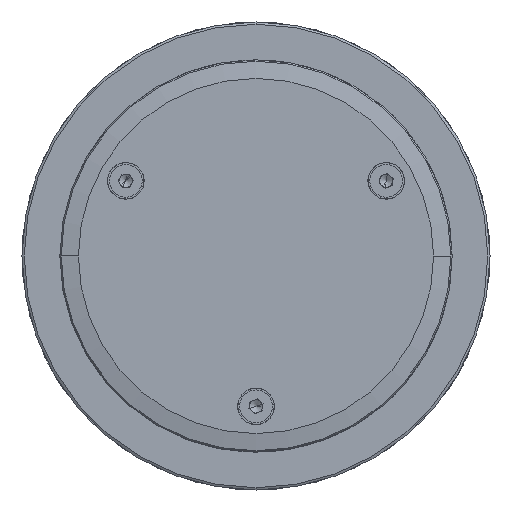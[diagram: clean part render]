
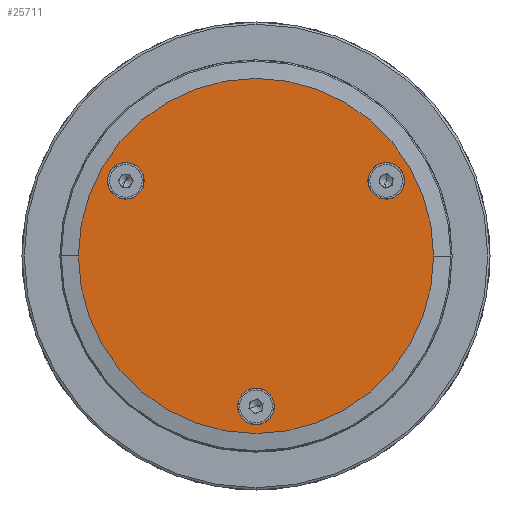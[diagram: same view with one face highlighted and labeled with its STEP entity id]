
A CAD part, front view. The second image highlights one B-rep face of the part: STEP entity #25711.
In plain terms, the highlighted planar face has unit normal (0, -1, 0).
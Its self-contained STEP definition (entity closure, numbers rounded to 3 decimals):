
#7 = DIRECTION ( 'NONE',  ( 0., -1., 0. ) ) ;
#152 = AXIS2_PLACEMENT_3D ( 'NONE', #11601, #11542, #11506 ) ;
#565 = DIRECTION ( 'NONE',  ( -1., 0., 0. ) ) ;
#588 = DIRECTION ( 'NONE',  ( 0., -1., 0. ) ) ;
#678 = CARTESIAN_POINT ( 'NONE',  ( 0.001, -21.5, 0. ) ) ;
#754 = PLANE ( 'NONE',  #1806 ) ;
#1579 = CARTESIAN_POINT ( 'NONE',  ( 0.001, -21.5, 0. ) ) ;
#1806 = AXIS2_PLACEMENT_3D ( 'NONE', #678, #588, #565 ) ;
#1899 = CIRCLE ( 'NONE', #152, 2.8 ) ;
#2014 = CARTESIAN_POINT ( 'NONE',  ( -22.717, -21.5, 11.501 ) ) ;
#2386 = AXIS2_PLACEMENT_3D ( 'NONE', #1579, #7, #28366 ) ;
#2430 = CARTESIAN_POINT ( 'NONE',  ( 17.12, -21.5, 11.499 ) ) ;
#2530 = EDGE_CURVE ( 'NONE', #27113, #9689, #17734, .T. ) ;
#2968 = VERTEX_POINT ( 'NONE', #14086 ) ;
#3040 = ORIENTED_EDGE ( 'NONE', *, *, #2530, .T. ) ;
#3561 = EDGE_CURVE ( 'NONE', #16796, #15451, #22086, .T. ) ;
#4099 = EDGE_LOOP ( 'NONE', ( #5949, #10972 ) ) ;
#4220 = EDGE_CURVE ( 'NONE', #4673, #2968, #1899, .T. ) ;
#4571 = ORIENTED_EDGE ( 'NONE', *, *, #4220, .T. ) ;
#4673 = VERTEX_POINT ( 'NONE', #11600 ) ;
#5343 = DIRECTION ( 'NONE',  ( -1., 0., 0. ) ) ;
#5393 = AXIS2_PLACEMENT_3D ( 'NONE', #24340, #24335, #24302 ) ;
#5508 = VERTEX_POINT ( 'NONE', #2014 ) ;
#5540 = DIRECTION ( 'NONE',  ( 0., -1., 0. ) ) ;
#5632 = CARTESIAN_POINT ( 'NONE',  ( 0.001, -21.5, 0. ) ) ;
#5949 = ORIENTED_EDGE ( 'NONE', *, *, #3561, .T. ) ;
#6193 = CIRCLE ( 'NONE', #25521, 27.164 ) ;
#6962 = DIRECTION ( 'NONE',  ( -1., 0., 0. ) ) ;
#6966 = DIRECTION ( 'NONE',  ( 0., 1., 0. ) ) ;
#6983 = CARTESIAN_POINT ( 'NONE',  ( 0., -21.5, -23. ) ) ;
#7436 = CARTESIAN_POINT ( 'NONE',  ( 27.165, -21.5, -0.001 ) ) ;
#9128 = FACE_BOUND ( 'NONE', #20124, .T. ) ;
#9689 = VERTEX_POINT ( 'NONE', #2430 ) ;
#10340 = CIRCLE ( 'NONE', #19308, 2.8 ) ;
#10972 = ORIENTED_EDGE ( 'NONE', *, *, #14559, .T. ) ;
#11389 = EDGE_LOOP ( 'NONE', ( #19066, #26492 ) ) ;
#11506 = DIRECTION ( 'NONE',  ( -1., 0., 0. ) ) ;
#11542 = DIRECTION ( 'NONE',  ( 0., 1., 0. ) ) ;
#11600 = CARTESIAN_POINT ( 'NONE',  ( -2.8, -21.5, -23. ) ) ;
#11601 = CARTESIAN_POINT ( 'NONE',  ( 0., -21.5, -23. ) ) ;
#11801 = CIRCLE ( 'NONE', #5393, 2.8 ) ;
#12088 = AXIS2_PLACEMENT_3D ( 'NONE', #17596, #17589, #17572 ) ;
#12958 = EDGE_CURVE ( 'NONE', #5508, #16083, #11801, .T. ) ;
#14086 = CARTESIAN_POINT ( 'NONE',  ( 2.8, -21.5, -23. ) ) ;
#14559 = EDGE_CURVE ( 'NONE', #15451, #16796, #6193, .T. ) ;
#15451 = VERTEX_POINT ( 'NONE', #23381 ) ;
#15607 = FACE_BOUND ( 'NONE', #21611, .T. ) ;
#15927 = EDGE_CURVE ( 'NONE', #16083, #5508, #27277, .T. ) ;
#16083 = VERTEX_POINT ( 'NONE', #16096 ) ;
#16096 = CARTESIAN_POINT ( 'NONE',  ( -17.117, -21.5, 11.501 ) ) ;
#16353 = DIRECTION ( 'NONE',  ( -1., 0., 0. ) ) ;
#16421 = DIRECTION ( 'NONE',  ( 0., 1., 0. ) ) ;
#16476 = CARTESIAN_POINT ( 'NONE',  ( 19.92, -21.5, 11.499 ) ) ;
#16796 = VERTEX_POINT ( 'NONE', #7436 ) ;
#16884 = CARTESIAN_POINT ( 'NONE',  ( 22.72, -21.5, 11.499 ) ) ;
#17572 = DIRECTION ( 'NONE',  ( -1., 0., 0. ) ) ;
#17589 = DIRECTION ( 'NONE',  ( 0., 1., 0. ) ) ;
#17596 = CARTESIAN_POINT ( 'NONE',  ( -19.917, -21.5, 11.501 ) ) ;
#17734 = CIRCLE ( 'NONE', #27014, 2.8 ) ;
#19066 = ORIENTED_EDGE ( 'NONE', *, *, #12958, .T. ) ;
#19093 = CIRCLE ( 'NONE', #24418, 2.8 ) ;
#19308 = AXIS2_PLACEMENT_3D ( 'NONE', #6983, #6966, #6962 ) ;
#20124 = EDGE_LOOP ( 'NONE', ( #4571, #28082 ) ) ;
#20672 = FACE_BOUND ( 'NONE', #11389, .T. ) ;
#21611 = EDGE_LOOP ( 'NONE', ( #27292, #3040 ) ) ;
#21935 = EDGE_CURVE ( 'NONE', #2968, #4673, #10340, .T. ) ;
#22086 = CIRCLE ( 'NONE', #2386, 27.164 ) ;
#22958 = EDGE_CURVE ( 'NONE', #9689, #27113, #19093, .T. ) ;
#23381 = CARTESIAN_POINT ( 'NONE',  ( -27.163, -21.5, 0.001 ) ) ;
#24302 = DIRECTION ( 'NONE',  ( -1., 0., 0. ) ) ;
#24335 = DIRECTION ( 'NONE',  ( 0., 1., 0. ) ) ;
#24340 = CARTESIAN_POINT ( 'NONE',  ( -19.917, -21.5, 11.501 ) ) ;
#24418 = AXIS2_PLACEMENT_3D ( 'NONE', #16476, #16421, #16353 ) ;
#25288 = DIRECTION ( 'NONE',  ( -1., 0., 0. ) ) ;
#25338 = DIRECTION ( 'NONE',  ( 0., 1., 0. ) ) ;
#25378 = CARTESIAN_POINT ( 'NONE',  ( 19.92, -21.5, 11.499 ) ) ;
#25521 = AXIS2_PLACEMENT_3D ( 'NONE', #5632, #5540, #5343 ) ;
#25711 = ADVANCED_FACE ( 'NONE', ( #25802, #20672, #9128, #15607 ), #754, .T. ) ;
#25802 = FACE_OUTER_BOUND ( 'NONE', #4099, .T. ) ;
#26492 = ORIENTED_EDGE ( 'NONE', *, *, #15927, .T. ) ;
#27014 = AXIS2_PLACEMENT_3D ( 'NONE', #25378, #25338, #25288 ) ;
#27113 = VERTEX_POINT ( 'NONE', #16884 ) ;
#27277 = CIRCLE ( 'NONE', #12088, 2.8 ) ;
#27292 = ORIENTED_EDGE ( 'NONE', *, *, #22958, .T. ) ;
#28082 = ORIENTED_EDGE ( 'NONE', *, *, #21935, .T. ) ;
#28366 = DIRECTION ( 'NONE',  ( -1., 0., 0. ) ) ;
